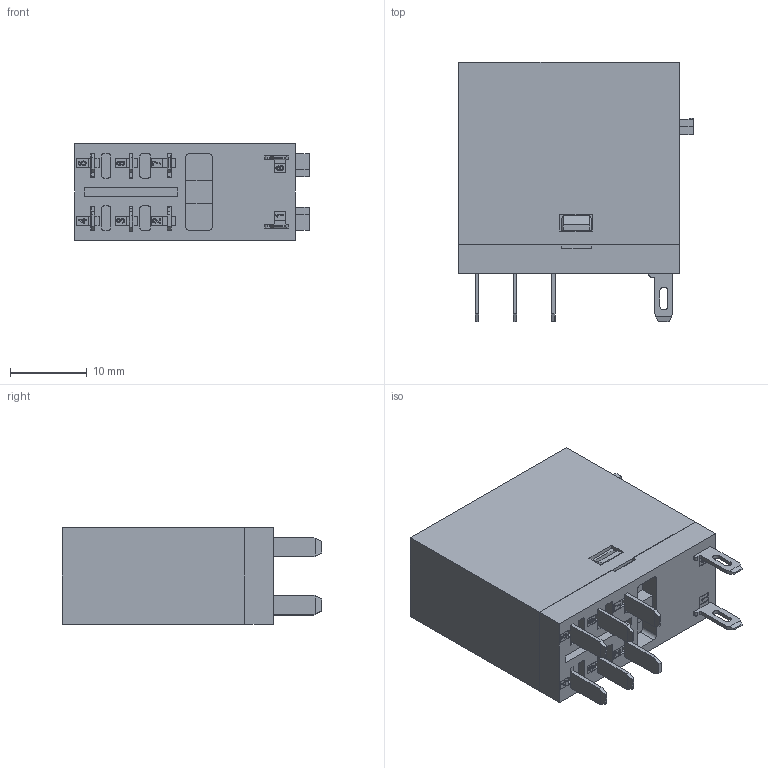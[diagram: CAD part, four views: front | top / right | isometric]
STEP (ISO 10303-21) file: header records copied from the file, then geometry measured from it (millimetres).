
FILE_DESCRIPTION (( 'STEP AP203' ), '1' );
FILE_NAME ('RFT2CO .STEP', '2020-09-01T08:59:28', ( '' ), ( '' ), 'SwSTEP 2.0', 'SolidWorks 2018', '' );
FILE_SCHEMA (( 'CONFIG_CONTROL_DESIGN' ));
Length unit declared in the file: millimetre
Products named in the file (32): RFT2CO  ; RFT 带灯线圈引线脚 7.740.281.00; 14FT-2  右动片连接片7.744.296.04 ; 14FT-2  左D静片7.725.296.07 ; 14FT DC线圈架组合(三引线) 6.687.276.05; 14FT-2  动簧片7.730.296.02 ; RFT-2 静触点（AgSnO2Cu）7.732.296.12 ; RFT-2 基座（RAL 9001） 7.810.296.02 ; RFT 階裔(RAL9001) 7.852.276.00; RFT-2 雄銅え蹋湍 6.621.296.01; RFT-2 D噙え蹋湍 6.622.296.05; 14FT-2   右线圈插脚 7.744.296.06 ; RFT 呿蹋LED啣20160618 7.806.281.00; RFT-2 推动架（RAL 9001） 7.899.296.02; 14FT-2  右H静片7.725.296.06 ; 14FT-2   左线圈插脚 7.744.296.05 ; 4-3-1LEDµÆ20160611; RFT 2C DC鼠蚚杶璃 ARY2.281.03GT; 14FT-2  酘H噙え 7.725.296.05 ; RFT-2 價釱郪磁 6.125.281.01; RFT DC LED蟀諉啣7.317.281.01; RFT DC 带灯线圈架（7016）7.804.276.14; RFT-2 H噙え蹋湍 6.622.296.04; 14FC  DC(苤芛)沺郋 7.777.200.03; RFT DC 源LED腑殤郪磁6.615.281.01; 14FT-1 竘盄褐 7.740.276.04-1; 14FT-2  左动片连接片7.744.296.03 ; RFT DC玴沺 7.775.276.01; RFT-2 俋褲 7.800.296.02; 14FT-1 竘盄褐 7.740.276.04; RFT-2 雄揖萸(淕极) 7.732.296.11 ; 14FT-2  右D静片7.725.296.08 
Assembly tree (27 placements, depth 4):
  RFT2CO  
    RFT 2C DC鼠蚚杶璃 ARY2.281.03GT
      RFT-2 價釱郪磁 6.125.281.01
        RFT-2 基座（RAL 9001） 7.810.296.02 
        14FT-2   右线圈插脚 7.744.296.06 
        14FT-2   左线圈插脚 7.744.296.05 
      14FC  DC(苤芛)沺郋 7.777.200.03
      RFT-2 D噙え蹋湍 6.622.296.05
        14FT-2  右D静片7.725.296.08 
        14FT-2  左D静片7.725.296.07 
      RFT-2 H噙え蹋湍 6.622.296.04
        14FT-2  右H静片7.725.296.06 
        14FT-2  酘H噙え 7.725.296.05 
      RFT-2 雄銅え蹋湍 6.621.296.01
        14FT-2  左动片连接片7.744.296.03 
        14FT-2  右动片连接片7.744.296.04 
        14FT-2  动簧片7.730.296.02 
    14FT DC线圈架组合(三引线) 6.687.276.05
      RFT DC 带灯线圈架（7016）7.804.276.14
      14FT-1 竘盄褐 7.740.276.04-1
      14FT-1 竘盄褐 7.740.276.04
      RFT 带灯线圈引线脚 7.740.281.00
    RFT 階裔(RAL9001) 7.852.276.00
    RFT DC 源LED腑殤郪磁6.615.281.01
      RFT 呿蹋LED啣20160618 7.806.281.00
      4-3-1LEDµÆ20160611
      RFT DC LED蟀諉啣7.317.281.01
    RFT-2 俋褲 7.800.296.02
  RFT-2 静触点（AgSnO2Cu）7.732.296.12 
  RFT-2 推动架（RAL 9001） 7.899.296.02
  RFT DC玴沺 7.775.276.01
  RFT-2 雄揖萸(淕极) 7.732.296.11 
Bounding box: 30.6 x 33.8 x 12.6 mm (x, y, z)
Volume: 3160.3 mm3; surface area: 9252.3 mm2
Topology: 29 solids, 29 shells, 1583 faces, 4349 edges, 2827 vertices
Faces by surface type: plane 1178, cylinder 303, bspline 84, torus 10, sphere 4, cone 4
Entity records: 56572 total; most frequent: CARTESIAN_POINT 13163, ORIENTED_EDGE 8690, DIRECTION 7797, EDGE_CURVE 4345, LINE 3533, VECTOR 3533, VERTEX_POINT 2827, AXIS2_PLACEMENT_3D 2132
